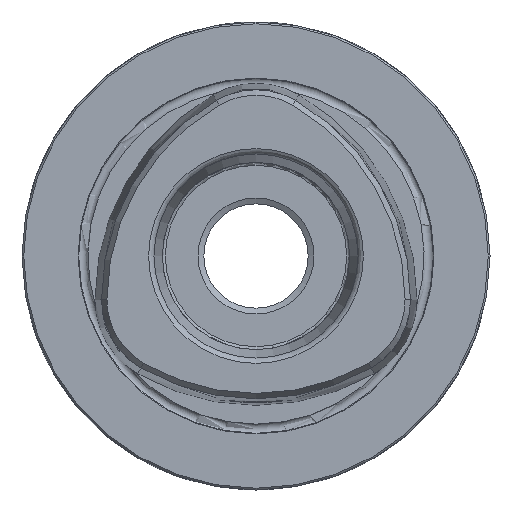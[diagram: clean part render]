
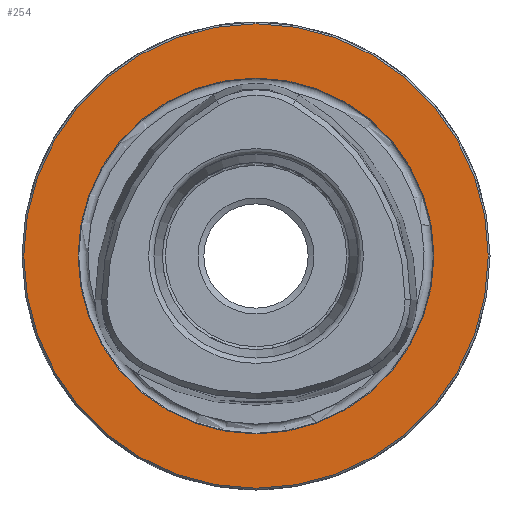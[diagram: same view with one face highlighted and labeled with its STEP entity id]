
A CAD part, left-side view. The second image highlights one B-rep face of the part: STEP entity #254.
In plain terms, the highlighted planar face has unit normal (-1, 0, 0).
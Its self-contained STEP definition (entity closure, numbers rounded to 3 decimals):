
#254 = ADVANCED_FACE( '', ( #573, #574 ), #575, .T. );
#573 = FACE_OUTER_BOUND( '', #944, .T. );
#574 = FACE_BOUND( '', #945, .T. );
#575 = PLANE( '', #946 );
#944 = EDGE_LOOP( '', ( #1607 ) );
#945 = EDGE_LOOP( '', ( #1608 ) );
#946 = AXIS2_PLACEMENT_3D( '', #1609, #1610, #1611 );
#1607 = ORIENTED_EDGE( '', *, *, #2131, .T. );
#1608 = ORIENTED_EDGE( '', *, *, #2132, .F. );
#1609 = CARTESIAN_POINT( '', ( 0., 0., 30.25 ) );
#1610 = DIRECTION( '', ( -1., 0., 0. ) );
#1611 = DIRECTION( '', ( 0., 0., 1. ) );
#2131 = EDGE_CURVE( '', #2549, #2549, #2550, .T. );
#2132 = EDGE_CURVE( '', #2551, #2551, #2552, .T. );
#2549 = VERTEX_POINT( '', #3591 );
#2550 = CIRCLE( '', #3592, 39.7 );
#2551 = VERTEX_POINT( '', #3593 );
#2552 = CIRCLE( '', #3594, 30.414 );
#3591 = CARTESIAN_POINT( '', ( 0., 0., 39.7 ) );
#3592 = AXIS2_PLACEMENT_3D( '', #4199, #4200, #4201 );
#3593 = CARTESIAN_POINT( '', ( 0., 0., 30.414 ) );
#3594 = AXIS2_PLACEMENT_3D( '', #4202, #4203, #4204 );
#4199 = CARTESIAN_POINT( '', ( 0., 0., 0. ) );
#4200 = DIRECTION( '', ( -1., 0., 0. ) );
#4201 = DIRECTION( '', ( 0., 0., 1. ) );
#4202 = CARTESIAN_POINT( '', ( 0., 0., 0. ) );
#4203 = DIRECTION( '', ( -1., 0., 0. ) );
#4204 = DIRECTION( '', ( 0., 0., 1. ) );
